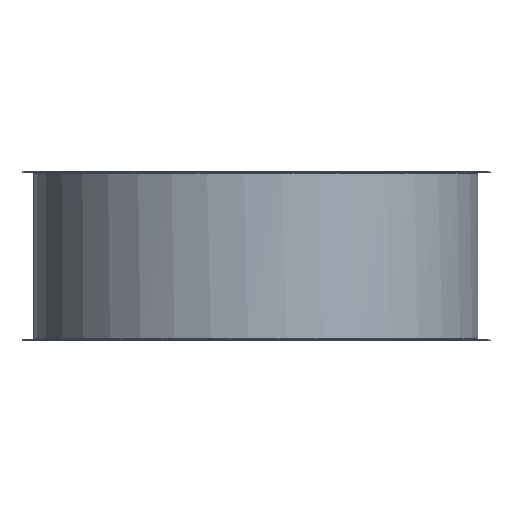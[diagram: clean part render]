
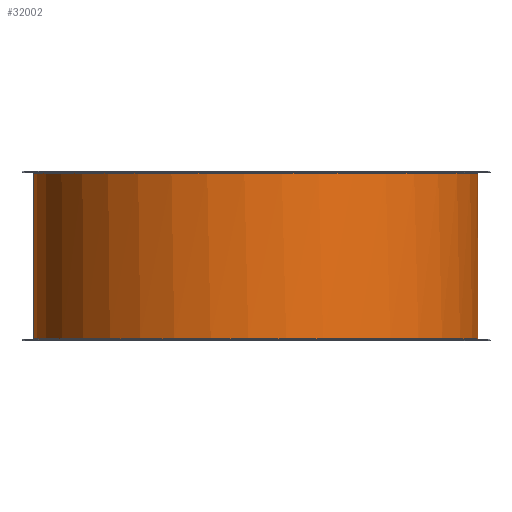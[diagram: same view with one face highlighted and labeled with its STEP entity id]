
A CAD part, front view. The second image highlights one B-rep face of the part: STEP entity #32002.
In plain terms, the highlighted cylindrical face has radius 655.838 mm (diameter 1311.68 mm), a full revolution.
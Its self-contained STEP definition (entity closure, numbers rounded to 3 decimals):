
#3700=FACE_OUTER_BOUND('',#6017,.T.);
#6017=EDGE_LOOP('',(#29537,#29538,#29539,#29540,#29541,#29542));
#7787=CIRCLE('',#35691,655.838);
#7790=CIRCLE('',#35694,655.838);
#7800=CIRCLE('',#35711,655.838);
#7801=CIRCLE('',#35712,655.838);
#10045=LINE('',#60550,#12288);
#12288=VECTOR('',#45349,655.838);
#15415=VERTEX_POINT('',#60515);
#15416=VERTEX_POINT('',#60516);
#15425=VERTEX_POINT('',#60546);
#15426=VERTEX_POINT('',#60547);
#20116=EDGE_CURVE('',#15415,#15416,#7787,.F.);
#20119=EDGE_CURVE('',#15416,#15415,#7790,.F.);
#20130=EDGE_CURVE('',#15425,#15426,#7800,.F.);
#20131=EDGE_CURVE('',#15426,#15425,#7801,.F.);
#20132=EDGE_CURVE('',#15425,#15415,#10045,.T.);
#29537=ORIENTED_EDGE('',*,*,#20130,.T.);
#29538=ORIENTED_EDGE('',*,*,#20131,.T.);
#29539=ORIENTED_EDGE('',*,*,#20132,.T.);
#29540=ORIENTED_EDGE('',*,*,#20119,.F.);
#29541=ORIENTED_EDGE('',*,*,#20116,.F.);
#29542=ORIENTED_EDGE('',*,*,#20132,.F.);
#30430=CYLINDRICAL_SURFACE('',#35710,655.838);
#32002=ADVANCED_FACE('',(#3700),#30430,.T.);
#35691=AXIS2_PLACEMENT_3D('',#60517,#45304,#45305);
#35694=AXIS2_PLACEMENT_3D('',#60521,#45310,#45311);
#35710=AXIS2_PLACEMENT_3D('',#60545,#45343,#45344);
#35711=AXIS2_PLACEMENT_3D('',#60548,#45345,#45346);
#35712=AXIS2_PLACEMENT_3D('',#60549,#45347,#45348);
#45304=DIRECTION('center_axis',(0.,0.,1.));
#45305=DIRECTION('ref_axis',(-1.,0.,0.));
#45310=DIRECTION('center_axis',(0.,0.,1.));
#45311=DIRECTION('ref_axis',(-1.,0.,0.));
#45343=DIRECTION('center_axis',(0.,0.,1.));
#45344=DIRECTION('ref_axis',(1.,0.,0.));
#45345=DIRECTION('center_axis',(0.,0.,1.));
#45346=DIRECTION('ref_axis',(-1.,0.,0.));
#45347=DIRECTION('center_axis',(0.,0.,1.));
#45348=DIRECTION('ref_axis',(-1.,0.,0.));
#45349=DIRECTION('',(0.,0.,-1.));
#60515=CARTESIAN_POINT('',(-655.838,0.,-494.));
#60516=CARTESIAN_POINT('',(654.263,-45.431,-494.));
#60517=CARTESIAN_POINT('Origin',(0.,0.,-494.));
#60521=CARTESIAN_POINT('Origin',(0.,0.,-494.));
#60545=CARTESIAN_POINT('Origin',(0.,0.,-250.));
#60546=CARTESIAN_POINT('',(-655.838,0.,-6.));
#60547=CARTESIAN_POINT('',(652.2,-68.98,-6.));
#60548=CARTESIAN_POINT('Origin',(0.,0.,-6.));
#60549=CARTESIAN_POINT('Origin',(0.,0.,-6.));
#60550=CARTESIAN_POINT('',(-655.838,0.,-250.));
